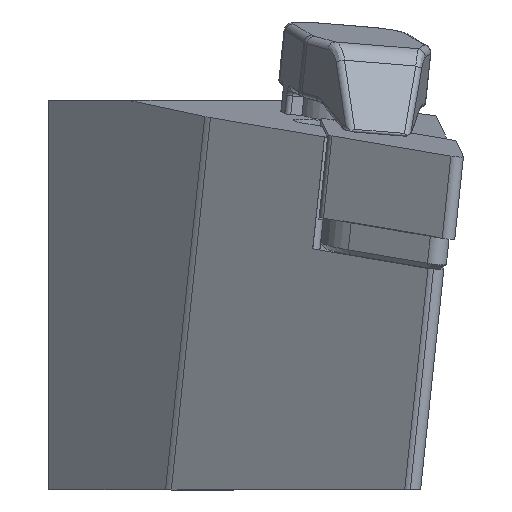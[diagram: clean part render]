
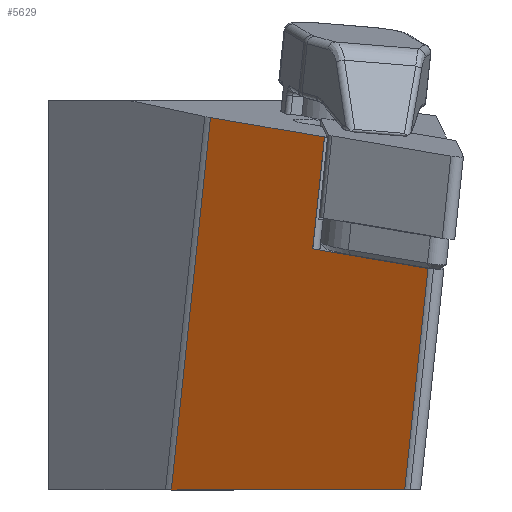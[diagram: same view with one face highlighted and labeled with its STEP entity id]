
A CAD part, left-side view. The second image highlights one B-rep face of the part: STEP entity #5629.
In plain terms, the highlighted planar face has unit normal (-0.849, 0.527, -0.034).
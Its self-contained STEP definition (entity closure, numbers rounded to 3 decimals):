
#249 = DIRECTION ( 'NONE',  ( 0.527, 0.85, 0. ) ) ;
#294 = VECTOR ( 'NONE', #711, 1000. ) ;
#572 = ORIENTED_EDGE ( 'NONE', *, *, #3981, .T. ) ;
#699 = CARTESIAN_POINT ( 'NONE',  ( -111.936, 10.909, 17.464 ) ) ;
#711 = DIRECTION ( 'NONE',  ( 0.518, 0.843, 0.143 ) ) ;
#859 = LINE ( 'NONE', #3332, #8784 ) ;
#910 = DIRECTION ( 'NONE',  ( -0.527, -0.85, 0. ) ) ;
#917 = EDGE_CURVE ( 'NONE', #4708, #2874, #2503, .T. ) ;
#1074 = CARTESIAN_POINT ( 'NONE',  ( -110.445, 10.936, -19. ) ) ;
#1086 = CARTESIAN_POINT ( 'NONE',  ( -126.633, -13.754, 2.319 ) ) ;
#1341 = VECTOR ( 'NONE', #6185, 1000. ) ;
#1688 = CARTESIAN_POINT ( 'NONE',  ( -119.822, -2.659, 4.205 ) ) ;
#1739 = DIRECTION ( 'NONE',  ( 0.849, -0.527, 0.034 ) ) ;
#1874 = VERTEX_POINT ( 'NONE', #3564 ) ;
#2235 = LINE ( 'NONE', #7463, #5589 ) ;
#2304 = VECTOR ( 'NONE', #3478, 1000. ) ;
#2390 = CARTESIAN_POINT ( 'NONE',  ( -139.009, -17.471, 251.278 ) ) ;
#2451 = FACE_OUTER_BOUND ( 'NONE', #8768, .T. ) ;
#2503 = LINE ( 'NONE', #7534, #2304 ) ;
#2606 = VERTEX_POINT ( 'NONE', #1074 ) ;
#2874 = VERTEX_POINT ( 'NONE', #4266 ) ;
#2915 = LINE ( 'NONE', #8322, #4779 ) ;
#2984 = EDGE_CURVE ( 'NONE', #2606, #1874, #2915, .T. ) ;
#3332 = CARTESIAN_POINT ( 'NONE',  ( -139.009, -17.471, 251.278 ) ) ;
#3374 = ORIENTED_EDGE ( 'NONE', *, *, #3944, .F. ) ;
#3478 = DIRECTION ( 'NONE',  ( -0.105, -0.104, 0.989 ) ) ;
#3564 = CARTESIAN_POINT ( 'NONE',  ( -124.38, -11.513, -19. ) ) ;
#3806 = LINE ( 'NONE', #699, #294 ) ;
#3944 = EDGE_CURVE ( 'NONE', #6527, #1874, #6746, .T. ) ;
#3981 = EDGE_CURVE ( 'NONE', #2874, #4420, #3806, .T. ) ;
#4095 = DIRECTION ( 'NONE',  ( -0.518, -0.843, -0.143 ) ) ;
#4266 = CARTESIAN_POINT ( 'NONE',  ( -120.96, -3.79, 14.966 ) ) ;
#4420 = VERTEX_POINT ( 'NONE', #5910 ) ;
#4513 = ORIENTED_EDGE ( 'NONE', *, *, #917, .T. ) ;
#4702 = AXIS2_PLACEMENT_3D ( 'NONE', #2390, #1739, #249 ) ;
#4708 = VERTEX_POINT ( 'NONE', #1688 ) ;
#4779 = VECTOR ( 'NONE', #910, 1000. ) ;
#4837 = ORIENTED_EDGE ( 'NONE', *, *, #6816, .T. ) ;
#5499 = CARTESIAN_POINT ( 'NONE',  ( -152.547, -39.526, 247.529 ) ) ;
#5589 = VECTOR ( 'NONE', #4095, 1000. ) ;
#5629 = ADVANCED_FACE ( 'NONE', ( #2451 ), #6464, .F. ) ;
#5910 = CARTESIAN_POINT ( 'NONE',  ( -114.231, 7.17, 16.829 ) ) ;
#6185 = DIRECTION ( 'NONE',  ( 0.105, 0.104, -0.989 ) ) ;
#6464 = PLANE ( 'NONE',  #4702 ) ;
#6527 = VERTEX_POINT ( 'NONE', #1086 ) ;
#6746 = LINE ( 'NONE', #5499, #1341 ) ;
#6750 = ORIENTED_EDGE ( 'NONE', *, *, #7750, .F. ) ;
#6816 = EDGE_CURVE ( 'NONE', #4420, #2606, #859, .T. ) ;
#7463 = CARTESIAN_POINT ( 'NONE',  ( -113.094, 8.301, 6.068 ) ) ;
#7534 = CARTESIAN_POINT ( 'NONE',  ( -121.621, -4.448, 21.222 ) ) ;
#7750 = EDGE_CURVE ( 'NONE', #4708, #6527, #2235, .T. ) ;
#7937 = ORIENTED_EDGE ( 'NONE', *, *, #2984, .T. ) ;
#8121 = DIRECTION ( 'NONE',  ( 0.105, 0.104, -0.989 ) ) ;
#8322 = CARTESIAN_POINT ( 'NONE',  ( -110.587, 10.707, -19. ) ) ;
#8768 = EDGE_LOOP ( 'NONE', ( #6750, #4513, #572, #4837, #7937, #3374 ) ) ;
#8784 = VECTOR ( 'NONE', #8121, 1000. ) ;
